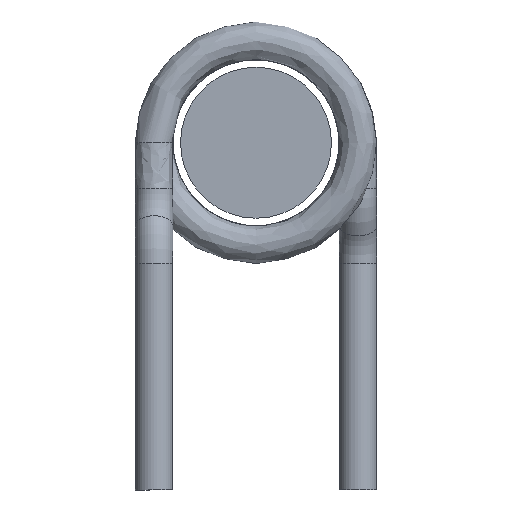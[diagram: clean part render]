
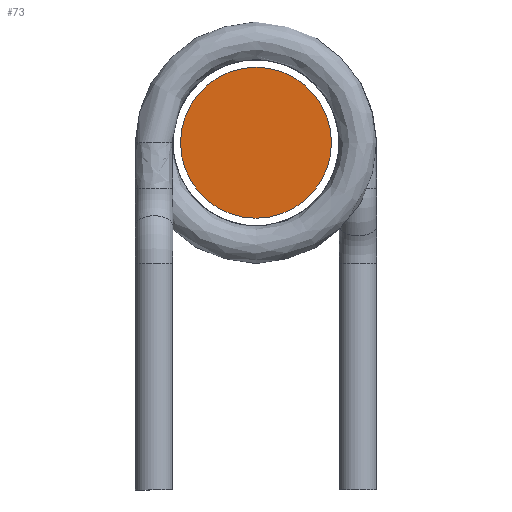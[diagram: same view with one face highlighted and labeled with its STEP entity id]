
A CAD part, front view. The second image highlights one B-rep face of the part: STEP entity #73.
In plain terms, the highlighted planar face has unit normal (0, -1, 0).
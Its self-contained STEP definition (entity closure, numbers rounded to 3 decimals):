
#73 = ADVANCED_FACE( '', ( #145 ), #146, .F. );
#145 = FACE_OUTER_BOUND( '', #1467, .T. );
#146 = PLANE( '', #1468 );
#1467 = EDGE_LOOP( '', ( #1537 ) );
#1468 = AXIS2_PLACEMENT_3D( '', #1538, #1539, #1540 );
#1537 = ORIENTED_EDGE( '', *, *, #1549, .F. );
#1538 = CARTESIAN_POINT( '', ( 0., -6.15, 0. ) );
#1539 = DIRECTION( '', ( 0., 1., 0. ) );
#1540 = DIRECTION( '', ( 0., 0., 1. ) );
#1549 = EDGE_CURVE( '', #1579, #1579, #1580, .T. );
#1579 = VERTEX_POINT( '', #1617 );
#1580 = CIRCLE( '', #1618, 1. );
#1617 = CARTESIAN_POINT( '', ( 1., -6.15, 0. ) );
#1618 = AXIS2_PLACEMENT_3D( '', #1689, #1690, #1691 );
#1689 = CARTESIAN_POINT( '', ( 0., -6.15, 0. ) );
#1690 = DIRECTION( '', ( 0., 1., 0. ) );
#1691 = DIRECTION( '', ( 1., 0., 0. ) );
